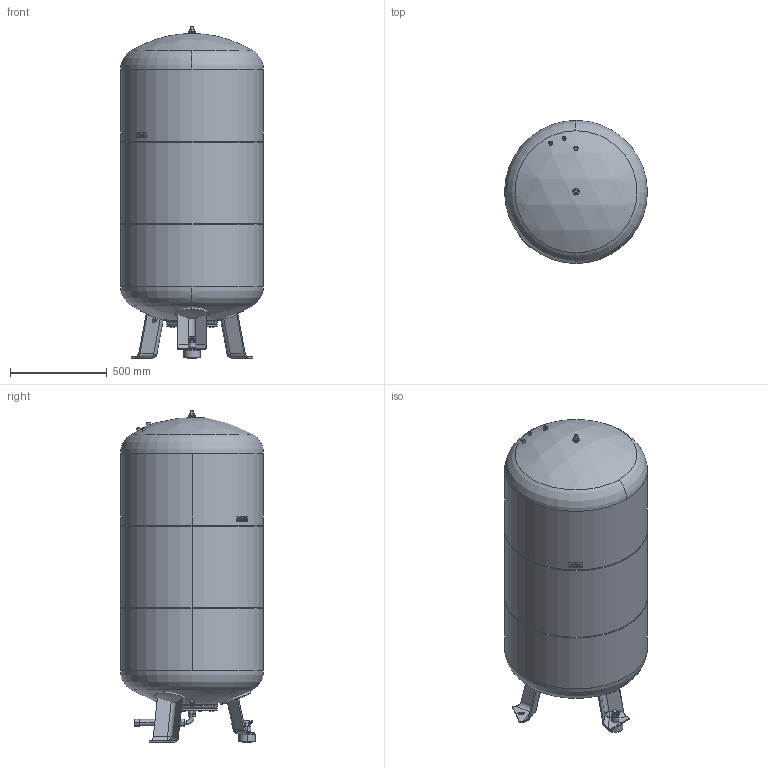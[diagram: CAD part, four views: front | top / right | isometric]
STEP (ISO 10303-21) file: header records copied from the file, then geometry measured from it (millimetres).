
FILE_DESCRIPTION((''),'2;1');
FILE_NAME('3d_RG600_6bar-7799500.stp','2009-12-30T07:28:56',(''),(''),'Mechanical Desktop 2008','Mechanical Desktop 2008',', , ');
FILE_SCHEMA(('CONFIG_CONTROL_DESIGN'));
Length unit declared in the file: millimetre
Products named in the file (1): Product
Bounding box: 740 x 740 x 1720 mm (x, y, z)
Volume: 594184124.5 mm3; surface area: 6304266.2 mm2
Topology: 21 solids, 21 shells, 535 faces, 1251 edges, 777 vertices
Faces by surface type: plane 271, cylinder 160, cone 52, sphere 21, torus 16, bspline 15
Entity records: 16053 total; most frequent: CARTESIAN_POINT 3563, DIRECTION 2689, ORIENTED_EDGE 2464, EDGE_CURVE 1232, AXIS2_PLACEMENT_3D 975, VERTEX_POINT 777, VECTOR 739, LINE 739
